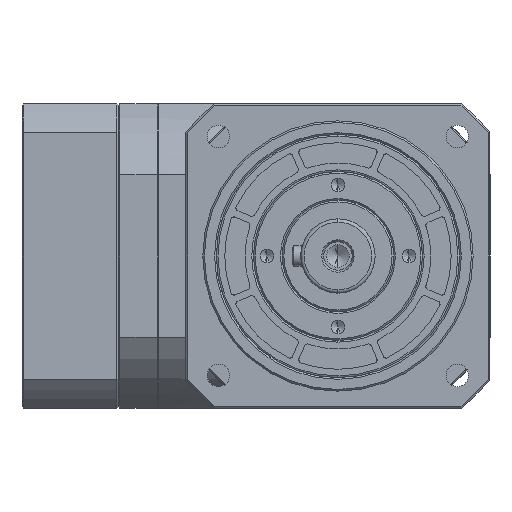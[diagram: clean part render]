
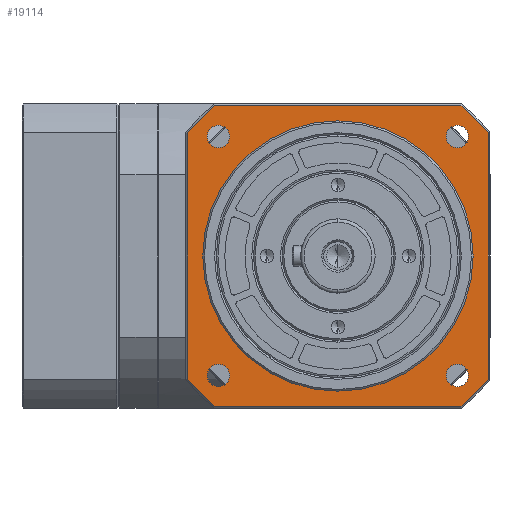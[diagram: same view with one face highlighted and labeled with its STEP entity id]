
A CAD part, left-side view. The second image highlights one B-rep face of the part: STEP entity #19114.
In plain terms, the highlighted planar face has unit normal (-1, 0, 0).
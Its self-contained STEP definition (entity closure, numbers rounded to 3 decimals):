
#16766=CARTESIAN_POINT('',(10.,0.,0.));
#16767=DIRECTION('',(-1.,0.,0.));
#16768=DIRECTION('',(0.,0.774,-0.633));
#16769=AXIS2_PLACEMENT_3D('',#16766,#16767,#16768);
#16771=CARTESIAN_POINT('',(10.,0.,0.));
#16772=DIRECTION('',(-1.,0.,0.));
#16773=DIRECTION('',(0.,0.633,0.774));
#16774=AXIS2_PLACEMENT_3D('',#16771,#16772,#16773);
#16776=CARTESIAN_POINT('',(10.,0.,0.));
#16777=DIRECTION('',(-1.,0.,0.));
#16778=DIRECTION('',(0.,-0.774,0.633));
#16779=AXIS2_PLACEMENT_3D('',#16776,#16777,#16778);
#16781=CARTESIAN_POINT('',(10.,0.,0.));
#16782=DIRECTION('',(-1.,0.,0.));
#16783=DIRECTION('',(0.,-0.633,-0.774));
#16784=AXIS2_PLACEMENT_3D('',#16781,#16782,#16783);
#16786=CARTESIAN_POINT('',(10.,35.355,35.355));
#16787=DIRECTION('',(1.,0.,0.));
#16788=DIRECTION('',(0.,0.,-1.));
#16789=AXIS2_PLACEMENT_3D('',#16786,#16787,#16788);
#16791=CARTESIAN_POINT('',(10.,35.355,35.355));
#16792=DIRECTION('',(1.,0.,0.));
#16793=DIRECTION('',(0.,0.,1.));
#16794=AXIS2_PLACEMENT_3D('',#16791,#16792,#16793);
#16796=CARTESIAN_POINT('',(10.,35.355,-35.355));
#16797=DIRECTION('',(1.,0.,0.));
#16798=DIRECTION('',(0.,0.,-1.));
#16799=AXIS2_PLACEMENT_3D('',#16796,#16797,#16798);
#16801=CARTESIAN_POINT('',(10.,35.355,-35.355));
#16802=DIRECTION('',(1.,0.,0.));
#16803=DIRECTION('',(0.,0.,1.));
#16804=AXIS2_PLACEMENT_3D('',#16801,#16802,#16803);
#16806=CARTESIAN_POINT('',(10.,-35.355,-35.355));
#16807=DIRECTION('',(1.,0.,0.));
#16808=DIRECTION('',(0.,0.,-1.));
#16809=AXIS2_PLACEMENT_3D('',#16806,#16807,#16808);
#16811=CARTESIAN_POINT('',(10.,-35.355,-35.355));
#16812=DIRECTION('',(1.,0.,0.));
#16813=DIRECTION('',(0.,0.,1.));
#16814=AXIS2_PLACEMENT_3D('',#16811,#16812,#16813);
#16816=CARTESIAN_POINT('',(10.,-35.355,35.355));
#16817=DIRECTION('',(1.,0.,0.));
#16818=DIRECTION('',(0.,0.,-1.));
#16819=AXIS2_PLACEMENT_3D('',#16816,#16817,#16818);
#16821=CARTESIAN_POINT('',(10.,-35.355,35.355));
#16822=DIRECTION('',(1.,0.,0.));
#16823=DIRECTION('',(0.,0.,1.));
#16824=AXIS2_PLACEMENT_3D('',#16821,#16822,#16823);
#16826=CARTESIAN_POINT('',(10.,0.,0.));
#16827=DIRECTION('',(1.,0.,0.));
#16828=DIRECTION('',(0.,0.,-1.));
#16829=AXIS2_PLACEMENT_3D('',#16826,#16827,#16828);
#16831=CARTESIAN_POINT('',(10.,0.,0.));
#16832=DIRECTION('',(1.,0.,0.));
#16833=DIRECTION('',(0.,0.,1.));
#16834=AXIS2_PLACEMENT_3D('',#16831,#16832,#16833);
#16836=DIRECTION('',(0.,1.,0.));
#16837=VECTOR('',#16836,72.829);
#16838=CARTESIAN_POINT('',(10.,-36.414,-44.5));
#16839=LINE('',#16838,#16837);
#16844=CARTESIAN_POINT('',(10.,44.5,-36.414));
#16863=DIRECTION('',(0.,0.,1.));
#16864=VECTOR('',#16863,72.829);
#16865=CARTESIAN_POINT('',(10.,44.5,-36.414));
#16866=LINE('',#16865,#16864);
#16871=CARTESIAN_POINT('',(10.,36.414,44.5));
#16894=DIRECTION('',(0.,-1.,0.));
#16895=VECTOR('',#16894,72.829);
#16896=CARTESIAN_POINT('',(10.,36.414,44.5));
#16897=LINE('',#16896,#16895);
#17773=CARTESIAN_POINT('',(10.,-36.414,44.5));
#17780=CARTESIAN_POINT('',(10.,-44.5,36.414));
#17791=DIRECTION('',(0.,0.,-1.));
#17792=VECTOR('',#17791,72.829);
#17793=CARTESIAN_POINT('',(10.,-44.5,36.414));
#17794=LINE('',#17793,#17792);
#17795=CARTESIAN_POINT('',(10.,-36.414,-44.5));
#17819=CARTESIAN_POINT('',(10.,0.,-40.));
#17821=VERTEX_POINT('',#17819);
#17835=CARTESIAN_POINT('',(10.,-35.355,32.055));
#17837=VERTEX_POINT('',#17835);
#17852=CARTESIAN_POINT('',(10.,-35.355,38.655));
#17853=VERTEX_POINT('',#17852);
#17928=CARTESIAN_POINT('',(10.,0.,40.));
#17929=VERTEX_POINT('',#17928);
#17932=CARTESIAN_POINT('',(10.,35.355,-32.055));
#17933=CARTESIAN_POINT('',(10.,35.355,-38.655));
#17934=VERTEX_POINT('',#17932);
#17935=VERTEX_POINT('',#17933);
#17973=VERTEX_POINT('',#16844);
#17975=CARTESIAN_POINT('',(10.,35.355,38.655));
#17977=VERTEX_POINT('',#17975);
#18026=VERTEX_POINT('',#16871);
#18027=VERTEX_POINT('',#17773);
#18028=CARTESIAN_POINT('',(10.,-35.355,-38.655));
#18029=CARTESIAN_POINT('',(10.,-35.355,-32.055));
#18030=VERTEX_POINT('',#18028);
#18031=VERTEX_POINT('',#18029);
#18127=VERTEX_POINT('',#17795);
#18156=CARTESIAN_POINT('',(10.,36.414,-44.5));
#18157=VERTEX_POINT('',#18156);
#18158=CARTESIAN_POINT('',(10.,35.355,32.055));
#18159=VERTEX_POINT('',#18158);
#18174=VERTEX_POINT('',#17780);
#18175=CARTESIAN_POINT('',(10.,44.5,36.414));
#18176=VERTEX_POINT('',#18175);
#18221=CARTESIAN_POINT('',(10.,-44.5,-36.414));
#18222=VERTEX_POINT('',#18221);
#19062=CARTESIAN_POINT('',(10.,40.,0.));
#19063=DIRECTION('',(1.,0.,0.));
#19064=DIRECTION('',(0.,0.,-1.));
#19065=AXIS2_PLACEMENT_3D('',#19062,#19063,#19064);
#19066=PLANE('',#19065);
#19068=ORIENTED_EDGE('',*,*,#19067,.T.);
#19070=ORIENTED_EDGE('',*,*,#19069,.F.);
#19072=ORIENTED_EDGE('',*,*,#19071,.T.);
#19074=ORIENTED_EDGE('',*,*,#19073,.F.);
#19076=ORIENTED_EDGE('',*,*,#19075,.T.);
#19078=ORIENTED_EDGE('',*,*,#19077,.F.);
#19080=ORIENTED_EDGE('',*,*,#19079,.T.);
#19082=ORIENTED_EDGE('',*,*,#19081,.F.);
#19083=EDGE_LOOP('',(#19068,#19070,#19072,#19074,#19076,#19078,#19080,#19082));
#19084=FACE_OUTER_BOUND('',#19083,.F.);
#19086=ORIENTED_EDGE('',*,*,#19085,.F.);
#19088=ORIENTED_EDGE('',*,*,#19087,.F.);
#19089=EDGE_LOOP('',(#19086,#19088));
#19090=FACE_BOUND('',#19089,.F.);
#19092=ORIENTED_EDGE('',*,*,#19091,.F.);
#19094=ORIENTED_EDGE('',*,*,#19093,.F.);
#19095=EDGE_LOOP('',(#19092,#19094));
#19096=FACE_BOUND('',#19095,.F.);
#19098=ORIENTED_EDGE('',*,*,#19097,.F.);
#19100=ORIENTED_EDGE('',*,*,#19099,.F.);
#19101=EDGE_LOOP('',(#19098,#19100));
#19102=FACE_BOUND('',#19101,.F.);
#19104=ORIENTED_EDGE('',*,*,#19103,.F.);
#19106=ORIENTED_EDGE('',*,*,#19105,.F.);
#19107=EDGE_LOOP('',(#19104,#19106));
#19108=FACE_BOUND('',#19107,.F.);
#19109=ORIENTED_EDGE('',*,*,#19052,.F.);
#19111=ORIENTED_EDGE('',*,*,#19110,.F.);
#19112=EDGE_LOOP('',(#19109,#19111));
#19113=FACE_BOUND('',#19112,.F.);
#19114=ADVANCED_FACE('',(#19084,#19090,#19096,#19102,#19108,#19113),#19066,.F.);
#16770=CIRCLE('',#16769,57.5);
#16775=CIRCLE('',#16774,57.5);
#16780=CIRCLE('',#16779,57.5);
#16785=CIRCLE('',#16784,57.5);
#16790=CIRCLE('',#16789,3.3);
#16795=CIRCLE('',#16794,3.3);
#16800=CIRCLE('',#16799,3.3);
#16805=CIRCLE('',#16804,3.3);
#16810=CIRCLE('',#16809,3.3);
#16815=CIRCLE('',#16814,3.3);
#16820=CIRCLE('',#16819,3.3);
#16825=CIRCLE('',#16824,3.3);
#16830=CIRCLE('',#16829,40.);
#16835=CIRCLE('',#16834,40.);
#19052=EDGE_CURVE('',#17821,#17929,#16830,.T.);
#19067=EDGE_CURVE('',#18127,#18157,#16839,.T.);
#19069=EDGE_CURVE('',#17973,#18157,#16770,.T.);
#19071=EDGE_CURVE('',#17973,#18176,#16866,.T.);
#19073=EDGE_CURVE('',#18026,#18176,#16775,.T.);
#19075=EDGE_CURVE('',#18026,#18027,#16897,.T.);
#19077=EDGE_CURVE('',#18174,#18027,#16780,.T.);
#19079=EDGE_CURVE('',#18174,#18222,#17794,.T.);
#19081=EDGE_CURVE('',#18127,#18222,#16785,.T.);
#19085=EDGE_CURVE('',#18159,#17977,#16790,.T.);
#19087=EDGE_CURVE('',#17977,#18159,#16795,.T.);
#19091=EDGE_CURVE('',#17935,#17934,#16800,.T.);
#19093=EDGE_CURVE('',#17934,#17935,#16805,.T.);
#19097=EDGE_CURVE('',#18030,#18031,#16810,.T.);
#19099=EDGE_CURVE('',#18031,#18030,#16815,.T.);
#19103=EDGE_CURVE('',#17837,#17853,#16820,.T.);
#19105=EDGE_CURVE('',#17853,#17837,#16825,.T.);
#19110=EDGE_CURVE('',#17929,#17821,#16835,.T.);
